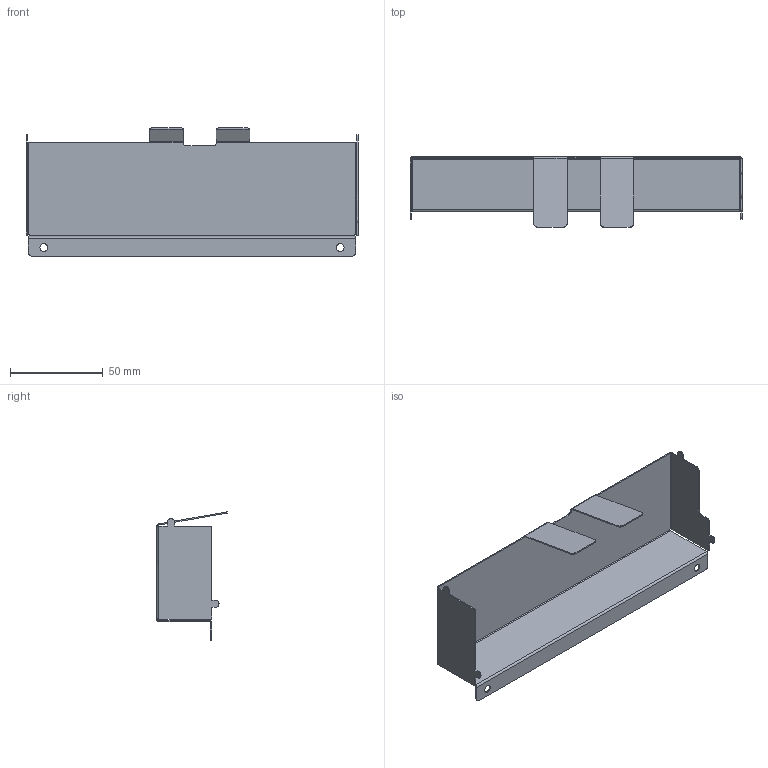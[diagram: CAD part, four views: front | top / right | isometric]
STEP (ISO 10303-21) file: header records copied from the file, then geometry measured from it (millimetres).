
FILE_DESCRIPTION(('STEP AP214'),'1');
FILE_NAME('1251-B2P-A.step','2014-03-27T10:06:51',(' '),(' '),'Spatial InterOp 3D',' ',' ');
FILE_SCHEMA(('automotive_design'));
Length unit declared in the file: metre
Products named in the file (1): 1
Bounding box: 179.26 x 38.05 x 69.27 mm (x, y, z)
Volume: 12623.2 mm3; surface area: 40613.2 mm2
Topology: 1 solids, 1 shells, 87 faces, 235 edges, 150 vertices
Faces by surface type: plane 48, cylinder 35, bspline 4
Entity records: 3600 total; most frequent: CARTESIAN_POINT 661, ORIENTED_EDGE 470, DIRECTION 457, EDGE_CURVE 235, LINE 165, VECTOR 165, VERTEX_POINT 150, AXIS2_PLACEMENT_3D 146
